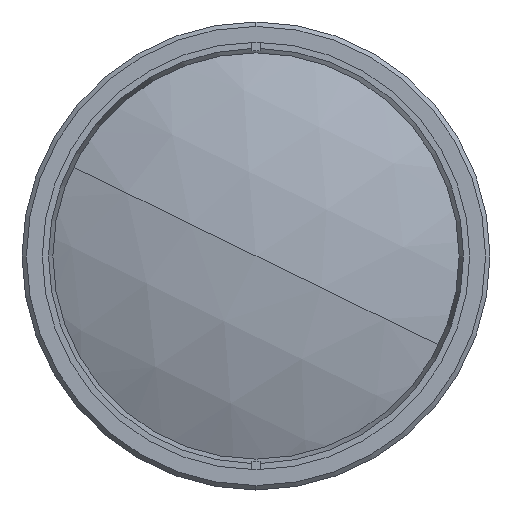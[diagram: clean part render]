
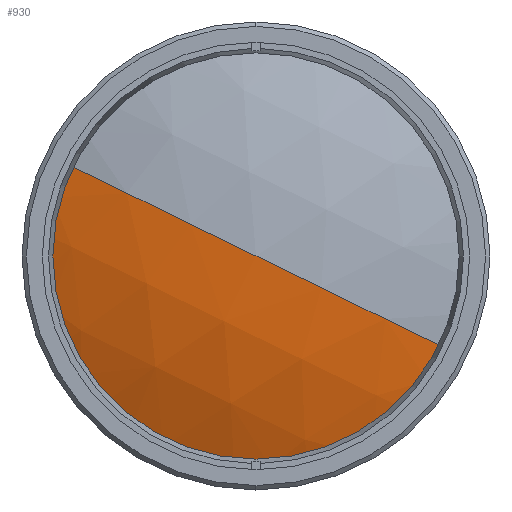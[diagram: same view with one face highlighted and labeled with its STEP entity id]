
A CAD part, left-side view. The second image highlights one B-rep face of the part: STEP entity #930.
In plain terms, the highlighted spherical face has radius 57.362 mm.
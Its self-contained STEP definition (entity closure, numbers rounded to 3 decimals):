
#82 = CARTESIAN_POINT ( 'NONE',  ( 7.702, -21.578, -10.506 ) ) ;
#464 = ORIENTED_EDGE ( 'NONE', *, *, #2888, .T. ) ;
#649 = DIRECTION ( 'NONE',  ( 0., 0.438, -0.899 ) ) ;
#758 = DIRECTION ( 'NONE',  ( 0., -0.438, 0.899 ) ) ;
#930 = ADVANCED_FACE ( 'NONE', ( #2861 ), #1094, .T. ) ;
#1094 = SPHERICAL_SURFACE ( 'NONE', #2138, 57.362 ) ;
#1278 = AXIS2_PLACEMENT_3D ( 'NONE', #2260, #649, #1768 ) ;
#1312 = CARTESIAN_POINT ( 'NONE',  ( 59.802, 0., 0. ) ) ;
#1600 = CARTESIAN_POINT ( 'NONE',  ( 2.44, 0., 0. ) ) ;
#1659 = AXIS2_PLACEMENT_3D ( 'NONE', #1312, #2599, #2229 ) ;
#1703 = EDGE_CURVE ( 'NONE', #2230, #2699, #2004, .T. ) ;
#1768 = DIRECTION ( 'NONE',  ( 0., 0.899, 0.438 ) ) ;
#1855 = CIRCLE ( 'NONE', #2715, 24. ) ;
#1930 = ORIENTED_EDGE ( 'NONE', *, *, #1947, .T. ) ;
#1947 = EDGE_CURVE ( 'NONE', #2230, #2854, #1855, .T. ) ;
#2004 = CIRCLE ( 'NONE', #1659, 57.362 ) ;
#2096 = DIRECTION ( 'NONE',  ( -1., 0., 0. ) ) ;
#2108 = CARTESIAN_POINT ( 'NONE',  ( 7.702, 0., 0. ) ) ;
#2138 = AXIS2_PLACEMENT_3D ( 'NONE', #2718, #2283, #2225 ) ;
#2225 = DIRECTION ( 'NONE',  ( 0., 0.899, 0.438 ) ) ;
#2229 = DIRECTION ( 'NONE',  ( 0., -0.899, -0.438 ) ) ;
#2230 = VERTEX_POINT ( 'NONE', #2467 ) ;
#2257 = ORIENTED_EDGE ( 'NONE', *, *, #1703, .F. ) ;
#2260 = CARTESIAN_POINT ( 'NONE',  ( 59.802, 0., 0. ) ) ;
#2283 = DIRECTION ( 'NONE',  ( 0., 0.438, -0.899 ) ) ;
#2411 = EDGE_LOOP ( 'NONE', ( #1930, #464, #2257 ) ) ;
#2467 = CARTESIAN_POINT ( 'NONE',  ( 7.702, 21.578, 10.506 ) ) ;
#2578 = CIRCLE ( 'NONE', #1278, 57.362 ) ;
#2599 = DIRECTION ( 'NONE',  ( 0., -0.438, 0.899 ) ) ;
#2699 = VERTEX_POINT ( 'NONE', #1600 ) ;
#2715 = AXIS2_PLACEMENT_3D ( 'NONE', #2108, #2096, #758 ) ;
#2718 = CARTESIAN_POINT ( 'NONE',  ( 59.802, 0., 0. ) ) ;
#2854 = VERTEX_POINT ( 'NONE', #82 ) ;
#2861 = FACE_OUTER_BOUND ( 'NONE', #2411, .T. ) ;
#2888 = EDGE_CURVE ( 'NONE', #2854, #2699, #2578, .T. ) ;
